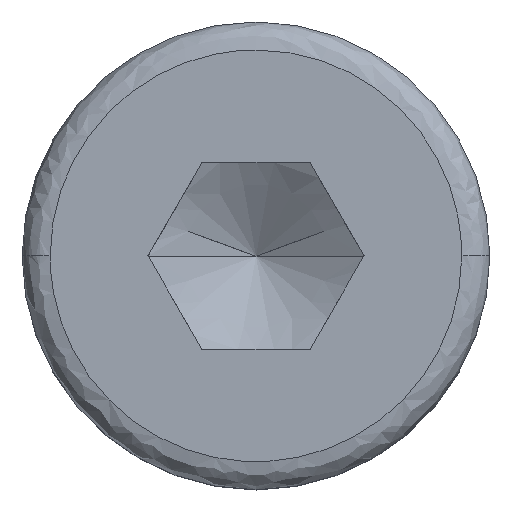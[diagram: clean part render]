
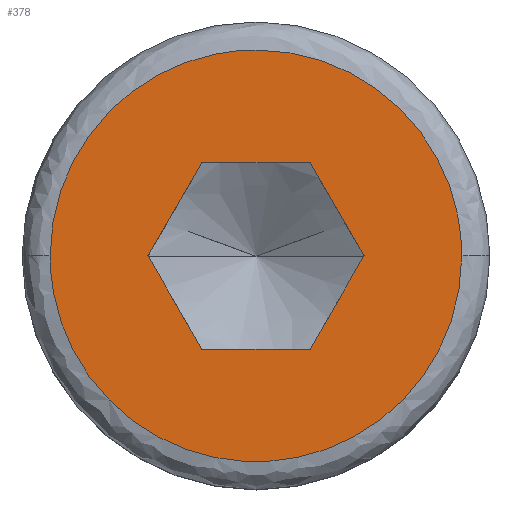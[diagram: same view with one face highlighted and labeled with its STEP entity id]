
A CAD part, top view. The second image highlights one B-rep face of the part: STEP entity #378.
In plain terms, the highlighted planar face has unit normal (0, 0, 1).
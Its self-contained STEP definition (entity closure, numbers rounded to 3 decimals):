
#14 = CARTESIAN_POINT ( 'NONE',  ( 4.4, 0., 4. ) ) ;
#19 = VERTEX_POINT ( 'NONE', #68 ) ;
#23 = CARTESIAN_POINT ( 'NONE',  ( 4.4, 2.577, 4. ) ) ;
#34 = VERTEX_POINT ( 'NONE', #14 ) ;
#45 = EDGE_CURVE ( 'NONE', #186, #19, #115, .T. ) ;
#47 = CARTESIAN_POINT ( 'NONE',  ( 2.577, -4.4, 4. ) ) ;
#52 = VERTEX_POINT ( 'NONE', #675 ) ;
#62 = ORIENTED_EDGE ( 'NONE', *, *, #351, .T. ) ;
#67 = LINE ( 'NONE', #222, #545 ) ;
#68 = CARTESIAN_POINT ( 'NONE',  ( 0., 4.4, 4. ) ) ;
#74 = DIRECTION ( 'NONE',  ( 0.5, -0.866, 0. ) ) ;
#84 = CARTESIAN_POINT ( 'NONE',  ( -4.4, 0., 4. ) ) ;
#87 = CARTESIAN_POINT ( 'NONE',  ( -2.309, 0., 4. ) ) ;
#88 = VECTOR ( 'NONE', #108, 1000. ) ;
#94 = CARTESIAN_POINT ( 'NONE',  ( 2.309, 0., 4. ) ) ;
#99 = CARTESIAN_POINT ( 'NONE',  ( 0., 3.655, 4. ) ) ;
#102 = EDGE_CURVE ( 'NONE', #701, #432, #634, .T. ) ;
#108 = DIRECTION ( 'NONE',  ( 1., 0., 0. ) ) ;
#109 = CARTESIAN_POINT ( 'NONE',  ( 4.4, 0., 4. ) ) ;
#110 = CARTESIAN_POINT ( 'NONE',  ( -1.155, -2., 4. ) ) ;
#115 =( BOUNDED_CURVE ( )  B_SPLINE_CURVE ( 3, ( #84, #550, #610, #810 ),
 .UNSPECIFIED., .F., .T. ) 
 B_SPLINE_CURVE_WITH_KNOTS ( ( 4, 4 ),
 ( 0.667, 1. ),
 .UNSPECIFIED. ) 
 CURVE ( )  GEOMETRIC_REPRESENTATION_ITEM ( )  RATIONAL_B_SPLINE_CURVE ( ( 1., 0.805, 0.805, 1. ) ) 
 REPRESENTATION_ITEM ( '' )  );
#156 = EDGE_CURVE ( 'NONE', #19, #34, #394, .T. ) ;
#158 = VECTOR ( 'NONE', #429, 1000. ) ;
#159 = DIRECTION ( 'NONE',  ( 1., 0., 0. ) ) ;
#165 = CARTESIAN_POINT ( 'NONE',  ( 0., 2., 4. ) ) ;
#178 = CARTESIAN_POINT ( 'NONE',  ( 0., -4.4, 4. ) ) ;
#186 = VERTEX_POINT ( 'NONE', #497 ) ;
#192 = ORIENTED_EDGE ( 'NONE', *, *, #544, .T. ) ;
#199 = LINE ( 'NONE', #860, #304 ) ;
#222 = CARTESIAN_POINT ( 'NONE',  ( 0., -2., 4. ) ) ;
#230 =( BOUNDED_CURVE ( )  B_SPLINE_CURVE ( 3, ( #109, #843, #47, #178, #327, #706, #453 ),
 .UNSPECIFIED., .F., .T. ) 
 B_SPLINE_CURVE_WITH_KNOTS ( ( 4, 3, 4 ),
 ( 0., 0.333, 0.667 ),
 .UNSPECIFIED. ) 
 CURVE ( )  GEOMETRIC_REPRESENTATION_ITEM ( )  RATIONAL_B_SPLINE_CURVE ( ( 1., 0.805, 0.805, 1., 0.805, 0.805, 1. ) ) 
 REPRESENTATION_ITEM ( '' )  );
#304 = VECTOR ( 'NONE', #644, 1000. ) ;
#317 = EDGE_LOOP ( 'NONE', ( #192, #512, #62, #402, #795, #647 ) ) ;
#324 = VECTOR ( 'NONE', #753, 1000. ) ;
#327 = CARTESIAN_POINT ( 'NONE',  ( -2.577, -4.4, 4. ) ) ;
#335 = EDGE_CURVE ( 'NONE', #728, #52, #700, .T. ) ;
#341 = ORIENTED_EDGE ( 'NONE', *, *, #156, .F. ) ;
#351 = EDGE_CURVE ( 'NONE', #52, #701, #688, .T. ) ;
#378 = ADVANCED_FACE ( 'NONE', ( #863, #833 ), #618, .T. ) ;
#394 =( BOUNDED_CURVE ( )  B_SPLINE_CURVE ( 3, ( #412, #414, #23, #426 ),
 .UNSPECIFIED., .F., .T. ) 
 B_SPLINE_CURVE_WITH_KNOTS ( ( 4, 4 ),
 ( 0., 1. ),
 .UNSPECIFIED. ) 
 CURVE ( )  GEOMETRIC_REPRESENTATION_ITEM ( )  RATIONAL_B_SPLINE_CURVE ( ( 1., 0.805, 0.805, 1. ) ) 
 REPRESENTATION_ITEM ( '' )  );
#402 = ORIENTED_EDGE ( 'NONE', *, *, #102, .T. ) ;
#403 = ORIENTED_EDGE ( 'NONE', *, *, #45, .F. ) ;
#412 = CARTESIAN_POINT ( 'NONE',  ( 0., 4.4, 4. ) ) ;
#414 = CARTESIAN_POINT ( 'NONE',  ( 2.577, 4.4, 4. ) ) ;
#426 = CARTESIAN_POINT ( 'NONE',  ( 4.4, 0., 4. ) ) ;
#429 = DIRECTION ( 'NONE',  ( -0.5, 0.866, 0. ) ) ;
#432 = VERTEX_POINT ( 'NONE', #94 ) ;
#434 = EDGE_LOOP ( 'NONE', ( #341, #403, #856 ) ) ;
#450 = VECTOR ( 'NONE', #74, 1000. ) ;
#453 = CARTESIAN_POINT ( 'NONE',  ( -4.4, 0., 4. ) ) ;
#481 = CARTESIAN_POINT ( 'NONE',  ( 1.155, 2., 4. ) ) ;
#485 = CARTESIAN_POINT ( 'NONE',  ( -1.155, -2., 4. ) ) ;
#497 = CARTESIAN_POINT ( 'NONE',  ( -4.4, 0., 4. ) ) ;
#512 = ORIENTED_EDGE ( 'NONE', *, *, #335, .T. ) ;
#519 = VERTEX_POINT ( 'NONE', #704 ) ;
#524 = LINE ( 'NONE', #110, #158 ) ;
#528 = EDGE_CURVE ( 'NONE', #432, #519, #199, .T. ) ;
#533 = EDGE_CURVE ( 'NONE', #34, #186, #230, .T. ) ;
#542 = CARTESIAN_POINT ( 'NONE',  ( 1.155, 2., 4. ) ) ;
#544 = EDGE_CURVE ( 'NONE', #561, #728, #524, .T. ) ;
#545 = VECTOR ( 'NONE', #554, 1000. ) ;
#550 = CARTESIAN_POINT ( 'NONE',  ( -4.4, 2.577, 4. ) ) ;
#554 = DIRECTION ( 'NONE',  ( -1., 0., 0. ) ) ;
#561 = VERTEX_POINT ( 'NONE', #485 ) ;
#563 = DIRECTION ( 'NONE',  ( 0., 0., 1. ) ) ;
#610 = CARTESIAN_POINT ( 'NONE',  ( -2.577, 4.4, 4. ) ) ;
#618 = PLANE ( 'NONE',  #641 ) ;
#634 = LINE ( 'NONE', #542, #450 ) ;
#641 = AXIS2_PLACEMENT_3D ( 'NONE', #99, #563, #159 ) ;
#644 = DIRECTION ( 'NONE',  ( -0.5, -0.866, 0. ) ) ;
#647 = ORIENTED_EDGE ( 'NONE', *, *, #727, .T. ) ;
#675 = CARTESIAN_POINT ( 'NONE',  ( -1.155, 2., 4. ) ) ;
#688 = LINE ( 'NONE', #165, #88 ) ;
#699 = CARTESIAN_POINT ( 'NONE',  ( -2.309, 0., 4. ) ) ;
#700 = LINE ( 'NONE', #87, #324 ) ;
#701 = VERTEX_POINT ( 'NONE', #481 ) ;
#704 = CARTESIAN_POINT ( 'NONE',  ( 1.155, -2., 4. ) ) ;
#706 = CARTESIAN_POINT ( 'NONE',  ( -4.4, -2.577, 4. ) ) ;
#727 = EDGE_CURVE ( 'NONE', #519, #561, #67, .T. ) ;
#728 = VERTEX_POINT ( 'NONE', #699 ) ;
#753 = DIRECTION ( 'NONE',  ( 0.5, 0.866, 0. ) ) ;
#795 = ORIENTED_EDGE ( 'NONE', *, *, #528, .T. ) ;
#810 = CARTESIAN_POINT ( 'NONE',  ( 0., 4.4, 4. ) ) ;
#833 = FACE_OUTER_BOUND ( 'NONE', #434, .T. ) ;
#843 = CARTESIAN_POINT ( 'NONE',  ( 4.4, -2.577, 4. ) ) ;
#856 = ORIENTED_EDGE ( 'NONE', *, *, #533, .F. ) ;
#860 = CARTESIAN_POINT ( 'NONE',  ( 2.309, 0., 4. ) ) ;
#863 = FACE_BOUND ( 'NONE', #317, .T. ) ;
